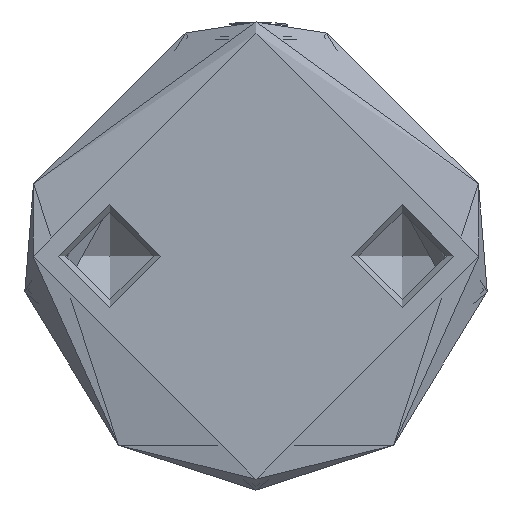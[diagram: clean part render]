
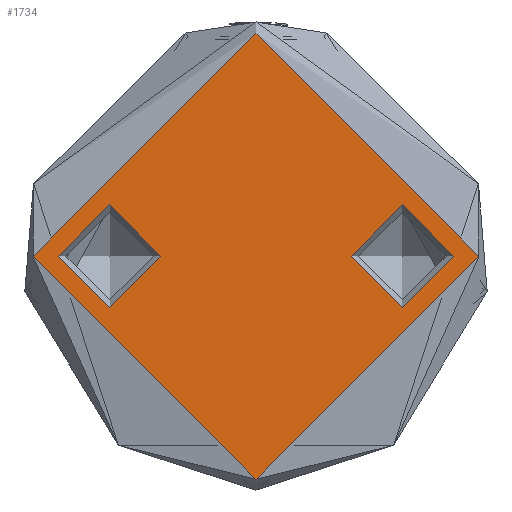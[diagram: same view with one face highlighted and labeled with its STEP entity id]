
A CAD part, front view. The second image highlights one B-rep face of the part: STEP entity #1734.
In plain terms, the highlighted face is planar.
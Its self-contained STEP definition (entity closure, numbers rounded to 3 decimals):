
#60 = CARTESIAN_POINT ( 'NONE',  ( 0., 10., 0. ) ) ;
#211 = EDGE_CURVE ( 'NONE', #5077, #5077, #686, .T. ) ;
#348 = ORIENTED_EDGE ( 'NONE', *, *, #211, .T. ) ;
#361 = VERTEX_POINT ( 'NONE', #4139 ) ;
#535 = DIRECTION ( 'NONE',  ( 0., 1., 0. ) ) ;
#614 = DIRECTION ( 'NONE',  ( 0., 0., 1. ) ) ;
#686 = CIRCLE ( 'NONE', #2785, 15.25 ) ;
#818 = CARTESIAN_POINT ( 'NONE',  ( 0., 13.5, 0. ) ) ;
#1601 = VERTEX_POINT ( 'NONE', #818 ) ;
#1680 = EDGE_LOOP ( 'NONE', ( #5179 ) ) ;
#1708 = CARTESIAN_POINT ( 'NONE',  ( 0., 0., 0. ) ) ;
#1734 = ADVANCED_FACE ( 'NONE', ( #5656, #3893, #2778 ), #3126, .T. ) ;
#1748 = CIRCLE ( 'NONE', #3747, 3.5 ) ;
#1892 = CARTESIAN_POINT ( 'NONE',  ( 0., 0., 0. ) ) ;
#2194 = DIRECTION ( 'NONE',  ( 1., 0., 0. ) ) ;
#2382 = DIRECTION ( 'NONE',  ( 1., 0., 0. ) ) ;
#2659 = ORIENTED_EDGE ( 'NONE', *, *, #4337, .F. ) ;
#2778 = FACE_OUTER_BOUND ( 'NONE', #4838, .T. ) ;
#2785 = AXIS2_PLACEMENT_3D ( 'NONE', #1892, #5203, #2382 ) ;
#2827 = EDGE_LOOP ( 'NONE', ( #2659 ) ) ;
#3113 = CIRCLE ( 'NONE', #5767, 3.5 ) ;
#3126 = PLANE ( 'NONE',  #4074 ) ;
#3370 = DIRECTION ( 'NONE',  ( 0., 0., -1. ) ) ;
#3451 = CARTESIAN_POINT ( 'NONE',  ( 0., -10., 0. ) ) ;
#3747 = AXIS2_PLACEMENT_3D ( 'NONE', #3451, #614, #3928 ) ;
#3893 = FACE_BOUND ( 'NONE', #1680, .T. ) ;
#3928 = DIRECTION ( 'NONE',  ( 0., -1., 0. ) ) ;
#4074 = AXIS2_PLACEMENT_3D ( 'NONE', #1708, #5020, #2194 ) ;
#4139 = CARTESIAN_POINT ( 'NONE',  ( 0., -13.5, 0. ) ) ;
#4230 = EDGE_CURVE ( 'NONE', #1601, #1601, #3113, .T. ) ;
#4337 = EDGE_CURVE ( 'NONE', #361, #361, #1748, .T. ) ;
#4549 = CARTESIAN_POINT ( 'NONE',  ( 15.25, 0., 0. ) ) ;
#4838 = EDGE_LOOP ( 'NONE', ( #348 ) ) ;
#5020 = DIRECTION ( 'NONE',  ( 0., 0., 1. ) ) ;
#5077 = VERTEX_POINT ( 'NONE', #4549 ) ;
#5179 = ORIENTED_EDGE ( 'NONE', *, *, #4230, .T. ) ;
#5203 = DIRECTION ( 'NONE',  ( 0., 0., 1. ) ) ;
#5656 = FACE_BOUND ( 'NONE', #2827, .T. ) ;
#5767 = AXIS2_PLACEMENT_3D ( 'NONE', #60, #3370, #535 ) ;
